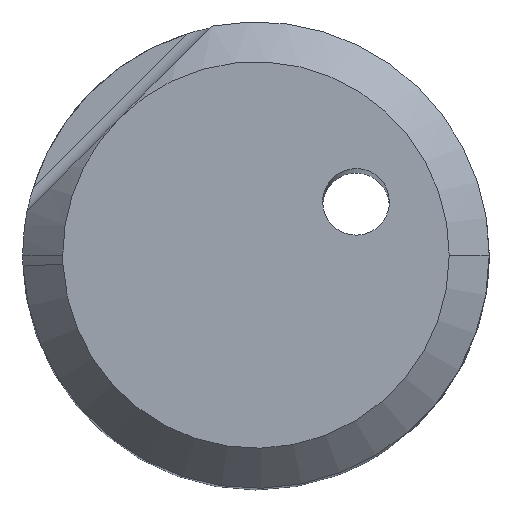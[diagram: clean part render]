
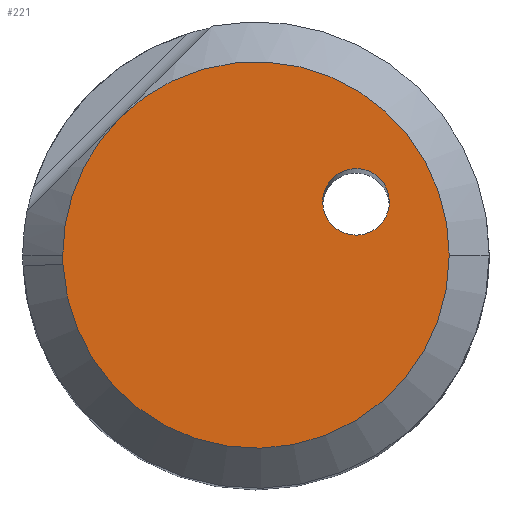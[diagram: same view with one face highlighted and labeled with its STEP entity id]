
A CAD part, top view. The second image highlights one B-rep face of the part: STEP entity #221.
In plain terms, the highlighted planar face has unit normal (0, 0, 1).
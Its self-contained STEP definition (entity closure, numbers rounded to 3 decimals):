
#130=AXIS2_PLACEMENT_3D('Circle Axis2P3D',#128,#129,$) ;
#176=AXIS2_PLACEMENT_3D('Plane Axis2P3D',#173,#174,#175) ;
#180=AXIS2_PLACEMENT_3D('Circle Axis2P3D',#178,#179,$) ;
#187=AXIS2_PLACEMENT_3D('Circle Axis2P3D',#185,#186,$) ;
#194=AXIS2_PLACEMENT_3D('Circle Axis2P3D',#192,#193,$) ;
#205=AXIS2_PLACEMENT_3D('Circle Axis2P3D',#203,#204,$) ;
#214=AXIS2_PLACEMENT_3D('Circle Axis2P3D',#212,#213,$) ;
#128=CARTESIAN_POINT('Axis2P3D Location',(0.,0.,0.)) ;
#132=CARTESIAN_POINT('Vertex',(-2.051,2.051,0.)) ;
#134=CARTESIAN_POINT('Vertex',(2.9,0.,0.)) ;
#173=CARTESIAN_POINT('Axis2P3D Location',(1.7,0.,0.)) ;
#178=CARTESIAN_POINT('Axis2P3D Location',(0.,0.,0.)) ;
#182=CARTESIAN_POINT('Vertex',(-2.9,0.,0.)) ;
#185=CARTESIAN_POINT('Axis2P3D Location',(0.,0.,0.)) ;
#189=CARTESIAN_POINT('Vertex',(-2.897,-0.137,0.)) ;
#192=CARTESIAN_POINT('Axis2P3D Location',(0.,0.,0.)) ;
#203=CARTESIAN_POINT('Axis2P3D Location',(1.501,0.798,0.)) ;
#207=CARTESIAN_POINT('Vertex',(1.057,1.029,0.)) ;
#209=CARTESIAN_POINT('Vertex',(1.945,0.568,0.)) ;
#212=CARTESIAN_POINT('Axis2P3D Location',(1.501,0.798,0.)) ;
#129=DIRECTION('Axis2P3D Direction',(0.,0.,-1.)) ;
#174=DIRECTION('Axis2P3D Direction',(0.,0.,-1.)) ;
#175=DIRECTION('Axis2P3D XDirection',(-1.,0.,0.)) ;
#179=DIRECTION('Axis2P3D Direction',(0.,0.,-1.)) ;
#186=DIRECTION('Axis2P3D Direction',(0.,0.,-1.)) ;
#193=DIRECTION('Axis2P3D Direction',(0.,0.,-1.)) ;
#204=DIRECTION('Axis2P3D Direction',(0.,0.,-1.)) ;
#213=DIRECTION('Axis2P3D Direction',(0.,0.,-1.)) ;
#198=ORIENTED_EDGE('',*,*,#136,.F.) ;
#199=ORIENTED_EDGE('',*,*,#184,.F.) ;
#200=ORIENTED_EDGE('',*,*,#191,.F.) ;
#201=ORIENTED_EDGE('',*,*,#196,.F.) ;
#218=ORIENTED_EDGE('',*,*,#211,.T.) ;
#219=ORIENTED_EDGE('',*,*,#216,.T.) ;
#220=FACE_BOUND('',#217,.T.) ;
#221=ADVANCED_FACE('NOCUT',(#202,#220),#177,.F.) ;
#131=CIRCLE('generated circle',#130,2.9) ;
#181=CIRCLE('generated circle',#180,2.9) ;
#188=CIRCLE('generated circle',#187,2.9) ;
#195=CIRCLE('generated circle',#194,2.9) ;
#206=CIRCLE('generated circle',#205,0.5) ;
#215=CIRCLE('generated circle',#214,0.5) ;
#136=EDGE_CURVE('',#133,#135,#131,.T.) ;
#184=EDGE_CURVE('',#183,#133,#181,.T.) ;
#191=EDGE_CURVE('',#190,#183,#188,.T.) ;
#196=EDGE_CURVE('',#135,#190,#195,.T.) ;
#211=EDGE_CURVE('',#208,#210,#206,.T.) ;
#216=EDGE_CURVE('',#210,#208,#215,.T.) ;
#197=EDGE_LOOP('',(#198,#199,#200,#201)) ;
#217=EDGE_LOOP('',(#218,#219)) ;
#202=FACE_OUTER_BOUND('',#197,.T.) ;
#177=PLANE('',#176) ;
#133=VERTEX_POINT('',#132) ;
#135=VERTEX_POINT('',#134) ;
#183=VERTEX_POINT('',#182) ;
#190=VERTEX_POINT('',#189) ;
#208=VERTEX_POINT('',#207) ;
#210=VERTEX_POINT('',#209) ;
